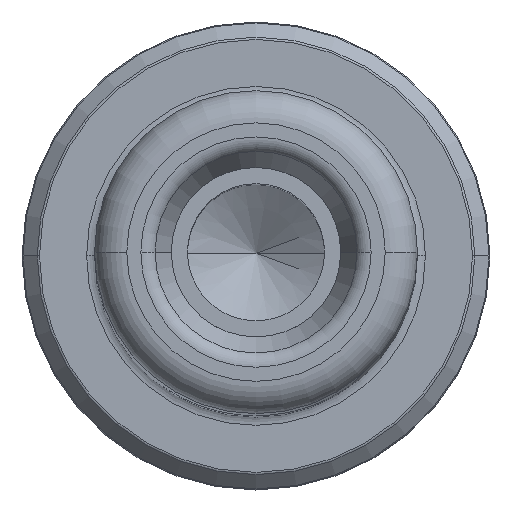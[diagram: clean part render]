
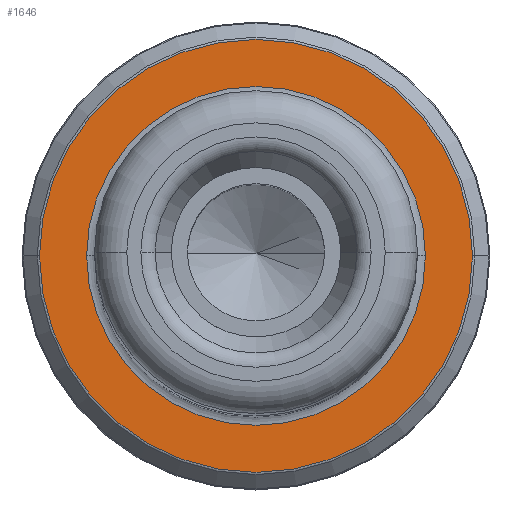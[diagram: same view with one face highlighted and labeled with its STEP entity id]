
A CAD part, top view. The second image highlights one B-rep face of the part: STEP entity #1646.
In plain terms, the highlighted planar face has unit normal (0, 0, 1).
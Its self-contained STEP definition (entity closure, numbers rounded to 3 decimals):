
#12 = EDGE_LOOP ( 'NONE', ( #1263, #655 ) ) ;
#48 = AXIS2_PLACEMENT_3D ( 'NONE', #2730, #577, #1544 ) ;
#120 = VERTEX_POINT ( 'NONE', #1843 ) ;
#450 = DIRECTION ( 'NONE',  ( 0., 0., 1. ) ) ;
#451 = DIRECTION ( 'NONE',  ( -1., 0., 0. ) ) ;
#454 = EDGE_CURVE ( 'NONE', #3895, #1710, #991, .T. ) ;
#573 = CIRCLE ( 'NONE', #1670, 13.417 ) ;
#577 = DIRECTION ( 'NONE',  ( 0., 0., 1. ) ) ;
#601 = AXIS2_PLACEMENT_3D ( 'NONE', #674, #450, #1607 ) ;
#655 = ORIENTED_EDGE ( 'NONE', *, *, #2229, .T. ) ;
#674 = CARTESIAN_POINT ( 'NONE',  ( 0., 0., 20. ) ) ;
#734 = AXIS2_PLACEMENT_3D ( 'NONE', #2246, #3105, #2492 ) ;
#755 = DIRECTION ( 'NONE',  ( 0., 0., -1. ) ) ;
#937 = VERTEX_POINT ( 'NONE', #1281 ) ;
#990 = EDGE_CURVE ( 'NONE', #120, #937, #573, .T. ) ;
#991 = CIRCLE ( 'NONE', #3912, 10.5 ) ;
#1041 = CARTESIAN_POINT ( 'NONE',  ( 10.5, 0., 20. ) ) ;
#1086 = ORIENTED_EDGE ( 'NONE', *, *, #990, .T. ) ;
#1263 = ORIENTED_EDGE ( 'NONE', *, *, #454, .T. ) ;
#1281 = CARTESIAN_POINT ( 'NONE',  ( 13.417, 0., 20. ) ) ;
#1346 = EDGE_LOOP ( 'NONE', ( #2935, #1086 ) ) ;
#1407 = DIRECTION ( 'NONE',  ( 0., 0., 1. ) ) ;
#1544 = DIRECTION ( 'NONE',  ( 1., 0., 0. ) ) ;
#1594 = CIRCLE ( 'NONE', #48, 13.417 ) ;
#1607 = DIRECTION ( 'NONE',  ( 1., 0., 0. ) ) ;
#1646 = ADVANCED_FACE ( 'NONE', ( #1972, #1910 ), #2305, .T. ) ;
#1670 = AXIS2_PLACEMENT_3D ( 'NONE', #3251, #1407, #3210 ) ;
#1710 = VERTEX_POINT ( 'NONE', #1041 ) ;
#1843 = CARTESIAN_POINT ( 'NONE',  ( -13.417, 0., 20. ) ) ;
#1910 = FACE_OUTER_BOUND ( 'NONE', #1346, .T. ) ;
#1972 = FACE_BOUND ( 'NONE', #12, .T. ) ;
#2229 = EDGE_CURVE ( 'NONE', #1710, #3895, #2491, .T. ) ;
#2246 = CARTESIAN_POINT ( 'NONE',  ( 0., 0., 20. ) ) ;
#2305 = PLANE ( 'NONE',  #601 ) ;
#2491 = CIRCLE ( 'NONE', #734, 10.5 ) ;
#2492 = DIRECTION ( 'NONE',  ( -1., 0., 0. ) ) ;
#2730 = CARTESIAN_POINT ( 'NONE',  ( 0., 0., 20. ) ) ;
#2935 = ORIENTED_EDGE ( 'NONE', *, *, #3142, .T. ) ;
#3105 = DIRECTION ( 'NONE',  ( 0., 0., -1. ) ) ;
#3111 = CARTESIAN_POINT ( 'NONE',  ( -10.5, 0., 20. ) ) ;
#3142 = EDGE_CURVE ( 'NONE', #937, #120, #1594, .T. ) ;
#3210 = DIRECTION ( 'NONE',  ( 1., 0., 0. ) ) ;
#3251 = CARTESIAN_POINT ( 'NONE',  ( 0., 0., 20. ) ) ;
#3545 = CARTESIAN_POINT ( 'NONE',  ( 0., 0., 20. ) ) ;
#3895 = VERTEX_POINT ( 'NONE', #3111 ) ;
#3912 = AXIS2_PLACEMENT_3D ( 'NONE', #3545, #755, #451 ) ;
